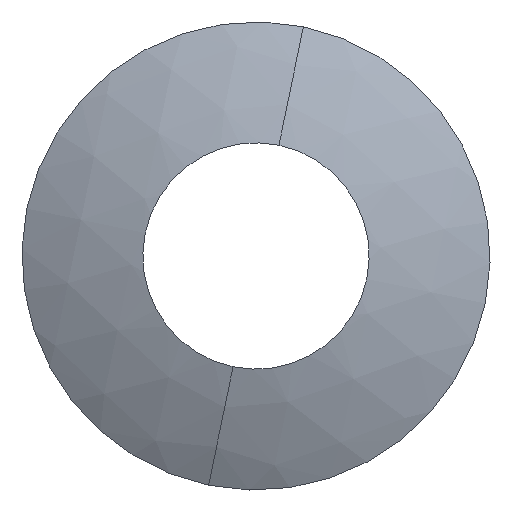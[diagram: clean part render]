
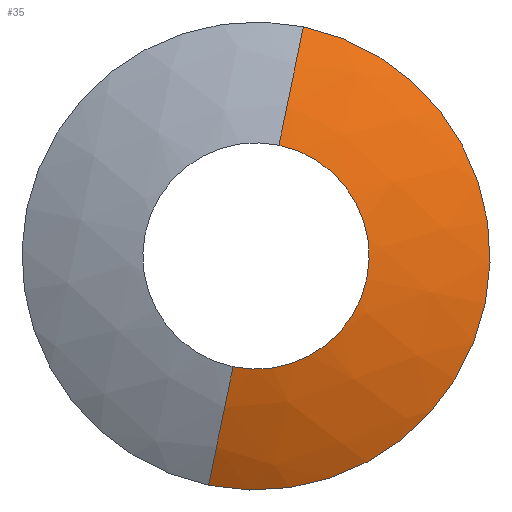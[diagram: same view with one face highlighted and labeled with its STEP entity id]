
A CAD part, front view. The second image highlights one B-rep face of the part: STEP entity #35.
In plain terms, the highlighted spherical face has radius 32 mm.
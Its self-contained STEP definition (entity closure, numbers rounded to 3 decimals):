
#1 = CARTESIAN_POINT ( 'NONE',  ( 0., 31.168, 0. ) ) ;
#2 = AXIS2_PLACEMENT_3D ( 'NONE', #1, #5, #4 ) ;
#3 = SPHERICAL_SURFACE ( 'NONE', #2, 32. ) ;
#4 = DIRECTION ( 'NONE',  ( 1., 0., 0. ) ) ;
#5 = DIRECTION ( 'NONE',  ( 0., 0., 1. ) ) ;
#9 = VERTEX_POINT ( 'NONE', #65 ) ;
#11 = ORIENTED_EDGE ( 'NONE', *, *, #163, .F. ) ;
#12 = ORIENTED_EDGE ( 'NONE', *, *, #38, .F. ) ;
#13 = VERTEX_POINT ( 'NONE', #64 ) ;
#14 = VERTEX_POINT ( 'NONE', #62 ) ;
#17 = EDGE_CURVE ( 'NONE', #39, #36, #119, .T. ) ;
#25 = EDGE_CURVE ( 'NONE', #13, #39, #122, .T. ) ;
#28 = ORIENTED_EDGE ( 'NONE', *, *, #25, .T. ) ;
#35 = ADVANCED_FACE ( 'NONE', ( #69 ), #3, .T. ) ;
#36 = VERTEX_POINT ( 'NONE', #67 ) ;
#37 = ORIENTED_EDGE ( 'NONE', *, *, #142, .T. ) ;
#38 = EDGE_CURVE ( 'NONE', #14, #136, #68, .T. ) ;
#39 = VERTEX_POINT ( 'NONE', #171 ) ;
#43 = DIRECTION ( 'NONE',  ( 0., 0., -1. ) ) ;
#44 = DIRECTION ( 'NONE',  ( 0., -1., 0. ) ) ;
#45 = CARTESIAN_POINT ( 'NONE',  ( 0., 0., 0. ) ) ;
#57 = AXIS2_PLACEMENT_3D ( 'NONE', #77, #71, #70 ) ;
#62 = CARTESIAN_POINT ( 'NONE',  ( 7.25, 0., 0. ) ) ;
#64 = CARTESIAN_POINT ( 'NONE',  ( 15., 2.901, 0. ) ) ;
#65 = CARTESIAN_POINT ( 'NONE',  ( -7.25, 0., 0. ) ) ;
#67 = CARTESIAN_POINT ( 'NONE',  ( -15., 2.901, 0. ) ) ;
#68 = CIRCLE ( 'NONE', #80, 7.25 ) ;
#69 = FACE_OUTER_BOUND ( 'NONE', #135, .T. ) ;
#70 = DIRECTION ( 'NONE',  ( 0., 0., -1. ) ) ;
#71 = DIRECTION ( 'NONE',  ( 0., -1., 0. ) ) ;
#77 = CARTESIAN_POINT ( 'NONE',  ( 0., 2.901, 0. ) ) ;
#78 = DIRECTION ( 'NONE',  ( 0., 0., -1. ) ) ;
#79 = DIRECTION ( 'NONE',  ( 0., -1., 0. ) ) ;
#80 = AXIS2_PLACEMENT_3D ( 'NONE', #45, #44, #43 ) ;
#81 = AXIS2_PLACEMENT_3D ( 'NONE', #121, #79, #78 ) ;
#119 = CIRCLE ( 'NONE', #81, 15. ) ;
#121 = CARTESIAN_POINT ( 'NONE',  ( 0., 2.901, 0. ) ) ;
#122 = CIRCLE ( 'NONE', #57, 15. ) ;
#135 = EDGE_LOOP ( 'NONE', ( #160, #37, #145, #12, #11, #28 ) ) ;
#136 = VERTEX_POINT ( 'NONE', #177 ) ;
#138 = EDGE_CURVE ( 'NONE', #136, #9, #302, .T. ) ;
#142 = EDGE_CURVE ( 'NONE', #36, #9, #185, .T. ) ;
#145 = ORIENTED_EDGE ( 'NONE', *, *, #138, .F. ) ;
#160 = ORIENTED_EDGE ( 'NONE', *, *, #17, .T. ) ;
#163 = EDGE_CURVE ( 'NONE', #13, #14, #268, .T. ) ;
#171 = CARTESIAN_POINT ( 'NONE',  ( 0., 2.901, 15. ) ) ;
#177 = CARTESIAN_POINT ( 'NONE',  ( 0., 0., 7.25 ) ) ;
#178 = CARTESIAN_POINT ( 'NONE',  ( 0., 0., 0. ) ) ;
#185 = CIRCLE ( 'NONE', #297, 32. ) ;
#263 = DIRECTION ( 'NONE',  ( -1., 0., 0. ) ) ;
#264 = DIRECTION ( 'NONE',  ( 0., 0., -1. ) ) ;
#267 = AXIS2_PLACEMENT_3D ( 'NONE', #278, #264, #263 ) ;
#268 = CIRCLE ( 'NONE', #267, 32. ) ;
#278 = CARTESIAN_POINT ( 'NONE',  ( 0., 31.168, 0. ) ) ;
#289 = DIRECTION ( 'NONE',  ( 1., 0., 0. ) ) ;
#290 = DIRECTION ( 'NONE',  ( 0., 0., 1. ) ) ;
#291 = CARTESIAN_POINT ( 'NONE',  ( 0., 31.168, 0. ) ) ;
#297 = AXIS2_PLACEMENT_3D ( 'NONE', #291, #290, #289 ) ;
#299 = DIRECTION ( 'NONE',  ( 0., 0., -1. ) ) ;
#300 = DIRECTION ( 'NONE',  ( 0., -1., 0. ) ) ;
#301 = AXIS2_PLACEMENT_3D ( 'NONE', #178, #300, #299 ) ;
#302 = CIRCLE ( 'NONE', #301, 7.25 ) ;
